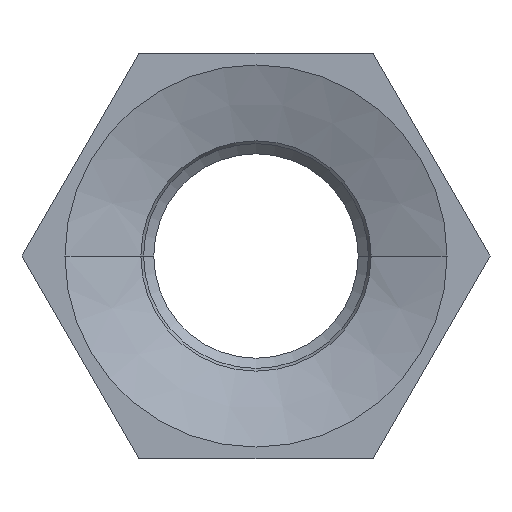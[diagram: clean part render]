
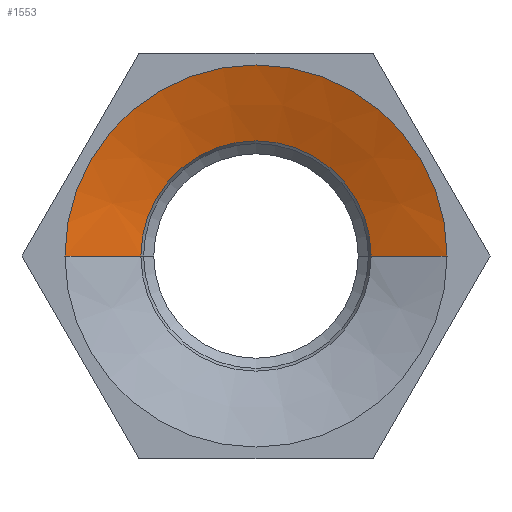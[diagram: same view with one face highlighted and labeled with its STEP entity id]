
A CAD part, front view. The second image highlights one B-rep face of the part: STEP entity #1553.
In plain terms, the highlighted conical face has half-angle 70 degrees and reference radius 8.311 mm.
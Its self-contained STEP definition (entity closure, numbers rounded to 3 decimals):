
#105=CARTESIAN_POINT('',(0.,-12.5,0.));
#106=DIRECTION('',(0.,1.,0.));
#107=DIRECTION('',(-1.,0.,0.));
#108=AXIS2_PLACEMENT_3D('',#105,#106,#107);
#120=DIRECTION('',(0.94,0.342,0.));
#121=VECTOR('',#120,4.386);
#122=CARTESIAN_POINT('',(-10.371,-14.,
0.));
#123=LINE('',#122,#121);
#169=CARTESIAN_POINT('',(0.,-14.,0.));
#170=DIRECTION('',(0.,1.,0.));
#171=DIRECTION('',(-1.,0.,0.));
#172=AXIS2_PLACEMENT_3D('',#169,#170,#171);
#1247=DIRECTION('',(-0.94,0.342,0.));
#1248=VECTOR('',#1247,4.386);
#1249=CARTESIAN_POINT('',(10.371,-14.,
0.));
#1250=LINE('',#1249,#1248);
#1442=CARTESIAN_POINT('',(-10.371,-14.,0.));
#1443=CARTESIAN_POINT('',(10.371,-14.,0.));
#1444=VERTEX_POINT('',#1442);
#1445=VERTEX_POINT('',#1443);
#1446=CARTESIAN_POINT('',(-6.25,-12.5,0.));
#1447=CARTESIAN_POINT('',(6.25,-12.5,0.));
#1448=VERTEX_POINT('',#1446);
#1449=VERTEX_POINT('',#1447);
#1539=CARTESIAN_POINT('',(0.,-13.25,0.));
#1540=DIRECTION('',(0.,-1.,0.));
#1541=DIRECTION('',(0.,0.,-1.));
#1542=AXIS2_PLACEMENT_3D('',#1539,#1540,#1541);
#1543=CONICAL_SURFACE('',#1542,8.311,70.);
#1545=ORIENTED_EDGE('',*,*,#1544,.T.);
#1547=ORIENTED_EDGE('',*,*,#1546,.T.);
#1548=ORIENTED_EDGE('',*,*,#1533,.F.);
#1550=ORIENTED_EDGE('',*,*,#1549,.F.);
#1551=EDGE_LOOP('',(#1545,#1547,#1548,#1550));
#1552=FACE_OUTER_BOUND('',#1551,.F.);
#1553=ADVANCED_FACE('',(#1552),#1543,.F.);
#109=CIRCLE('',#108,6.25);
#173=CIRCLE('',#172,10.371);
#1533=EDGE_CURVE('',#1448,#1449,#109,.T.);
#1544=EDGE_CURVE('',#1444,#1445,#173,.T.);
#1546=EDGE_CURVE('',#1445,#1449,#1250,.T.);
#1549=EDGE_CURVE('',#1444,#1448,#123,.T.);
